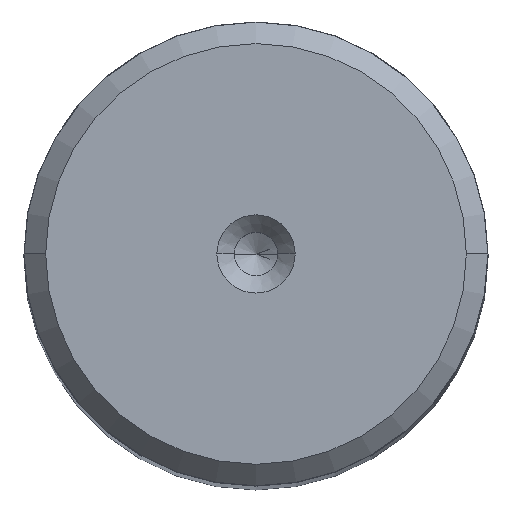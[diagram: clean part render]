
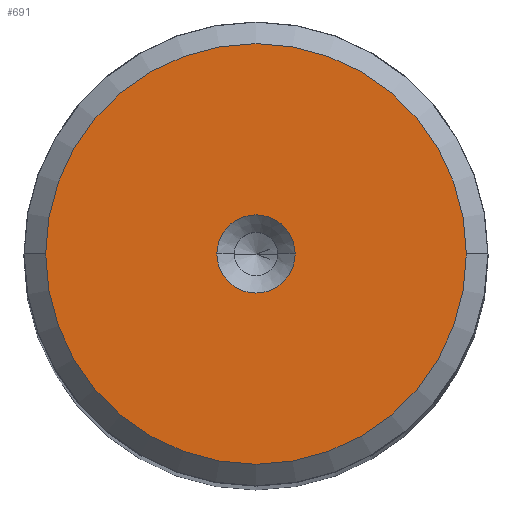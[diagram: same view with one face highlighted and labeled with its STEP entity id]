
A CAD part, top view. The second image highlights one B-rep face of the part: STEP entity #691.
In plain terms, the highlighted planar face has unit normal (0, 0, 1).
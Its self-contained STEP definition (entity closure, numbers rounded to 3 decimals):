
#41 = CARTESIAN_POINT ( 'NONE',  ( 0., 0., 160. ) ) ;
#171 = EDGE_CURVE ( 'NONE', #2620, #544, #602, .T. ) ;
#203 = CARTESIAN_POINT ( 'NONE',  ( 0., 0., 160. ) ) ;
#254 = DIRECTION ( 'NONE',  ( 1., 0., 0. ) ) ;
#256 = DIRECTION ( 'NONE',  ( 0., 0., 1. ) ) ;
#261 = ORIENTED_EDGE ( 'NONE', *, *, #171, .T. ) ;
#287 = DIRECTION ( 'NONE',  ( 1., 0., 0. ) ) ;
#418 = AXIS2_PLACEMENT_3D ( 'NONE', #2203, #1519, #254 ) ;
#526 = CIRCLE ( 'NONE', #2340, 14.512 ) ;
#544 = VERTEX_POINT ( 'NONE', #1077 ) ;
#602 = CIRCLE ( 'NONE', #418, 14.512 ) ;
#632 = DIRECTION ( 'NONE',  ( 0., 0., 1. ) ) ;
#691 = ADVANCED_FACE ( 'NONE', ( #882, #927 ), #2194, .T. ) ;
#724 = CIRCLE ( 'NONE', #2543, 2.7 ) ;
#736 = CARTESIAN_POINT ( 'NONE',  ( 0., 0., 160. ) ) ;
#804 = EDGE_CURVE ( 'NONE', #544, #2620, #526, .T. ) ;
#832 = EDGE_LOOP ( 'NONE', ( #1070, #1786 ) ) ;
#882 = FACE_BOUND ( 'NONE', #832, .T. ) ;
#926 = DIRECTION ( 'NONE',  ( 0., 0., 1. ) ) ;
#927 = FACE_OUTER_BOUND ( 'NONE', #1131, .T. ) ;
#938 = ORIENTED_EDGE ( 'NONE', *, *, #804, .T. ) ;
#980 = CARTESIAN_POINT ( 'NONE',  ( 0., 0., 160. ) ) ;
#1070 = ORIENTED_EDGE ( 'NONE', *, *, #1910, .F. ) ;
#1077 = CARTESIAN_POINT ( 'NONE',  ( -14.512, 0., 160. ) ) ;
#1131 = EDGE_LOOP ( 'NONE', ( #938, #261 ) ) ;
#1166 = AXIS2_PLACEMENT_3D ( 'NONE', #980, #1196, #1635 ) ;
#1196 = DIRECTION ( 'NONE',  ( 0., 0., 1. ) ) ;
#1248 = EDGE_CURVE ( 'NONE', #1446, #1895, #2119, .T. ) ;
#1363 = CARTESIAN_POINT ( 'NONE',  ( 14.512, 0., 160. ) ) ;
#1421 = AXIS2_PLACEMENT_3D ( 'NONE', #41, #256, #1547 ) ;
#1446 = VERTEX_POINT ( 'NONE', #1790 ) ;
#1507 = CARTESIAN_POINT ( 'NONE',  ( 2.7, 0., 160. ) ) ;
#1519 = DIRECTION ( 'NONE',  ( 0., 0., 1. ) ) ;
#1547 = DIRECTION ( 'NONE',  ( 1., 0., 0. ) ) ;
#1635 = DIRECTION ( 'NONE',  ( 1., 0., 0. ) ) ;
#1716 = DIRECTION ( 'NONE',  ( 1., 0., 0. ) ) ;
#1786 = ORIENTED_EDGE ( 'NONE', *, *, #1248, .F. ) ;
#1790 = CARTESIAN_POINT ( 'NONE',  ( -2.7, 0., 160. ) ) ;
#1895 = VERTEX_POINT ( 'NONE', #1507 ) ;
#1910 = EDGE_CURVE ( 'NONE', #1895, #1446, #724, .T. ) ;
#2119 = CIRCLE ( 'NONE', #1166, 2.7 ) ;
#2194 = PLANE ( 'NONE',  #1421 ) ;
#2203 = CARTESIAN_POINT ( 'NONE',  ( 0., 0., 160. ) ) ;
#2340 = AXIS2_PLACEMENT_3D ( 'NONE', #736, #926, #287 ) ;
#2543 = AXIS2_PLACEMENT_3D ( 'NONE', #203, #632, #1716 ) ;
#2620 = VERTEX_POINT ( 'NONE', #1363 ) ;
